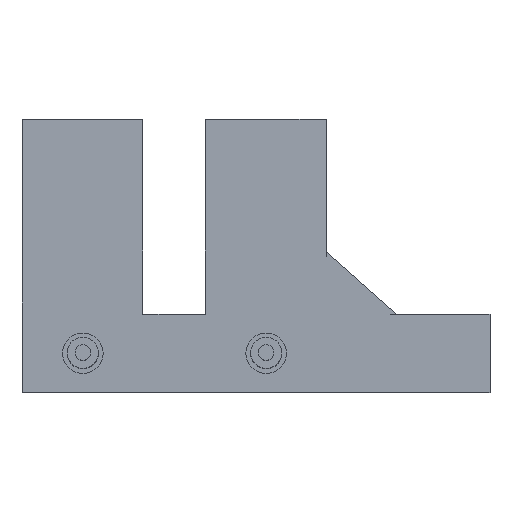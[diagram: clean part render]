
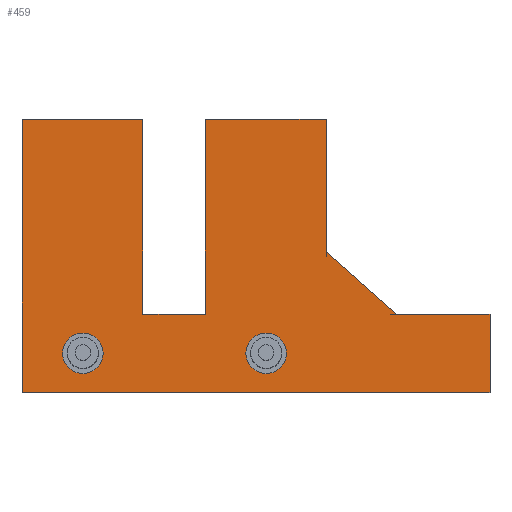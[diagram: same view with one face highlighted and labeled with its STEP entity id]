
A CAD part, top view. The second image highlights one B-rep face of the part: STEP entity #459.
In plain terms, the highlighted planar face has unit normal (0, 0, 1).
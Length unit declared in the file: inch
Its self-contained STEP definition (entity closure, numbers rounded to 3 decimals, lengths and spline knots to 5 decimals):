
#22 = CARTESIAN_POINT ( 'NONE',  ( -0.3, 0.35, 0.125 ) ) ;
#60 = EDGE_CURVE ( 'NONE', #1669, #288, #1448, .T. ) ;
#69 = DIRECTION ( 'NONE',  ( 0., 0., -1. ) ) ;
#100 = ORIENTED_EDGE ( 'NONE', *, *, #1757, .T. ) ;
#101 = DIRECTION ( 'NONE',  ( -1., 0., 0. ) ) ;
#113 = DIRECTION ( 'NONE',  ( -1., 0., 0. ) ) ;
#135 = CARTESIAN_POINT ( 'NONE',  ( 0.3, 0., 0.125 ) ) ;
#143 = EDGE_CURVE ( 'NONE', #1117, #256, #1966, .T. ) ;
#156 = DIRECTION ( 'NONE',  ( 0., 0., -1. ) ) ;
#171 = EDGE_LOOP ( 'NONE', ( #857, #1483 ) ) ;
#206 = EDGE_CURVE ( 'NONE', #876, #1432, #524, .T. ) ;
#210 = DIRECTION ( 'NONE',  ( 0., -1., 0. ) ) ;
#229 = LINE ( 'NONE', #22, #1318 ) ;
#249 = AXIS2_PLACEMENT_3D ( 'NONE', #1714, #1508, #1311 ) ;
#256 = VERTEX_POINT ( 'NONE', #135 ) ;
#258 = VECTOR ( 'NONE', #320, 39.37008 ) ;
#276 = ORIENTED_EDGE ( 'NONE', *, *, #1377, .T. ) ;
#288 = VERTEX_POINT ( 'NONE', #712 ) ;
#301 = AXIS2_PLACEMENT_3D ( 'NONE', #1782, #1576, #1370 ) ;
#308 = CARTESIAN_POINT ( 'NONE',  ( -0.065, 0.35, 0.125 ) ) ;
#315 = VECTOR ( 'NONE', #210, 39.37008 ) ;
#320 = DIRECTION ( 'NONE',  ( -0.748, 0.664, 0. ) ) ;
#327 = DIRECTION ( 'NONE',  ( 0., 0., -1. ) ) ;
#328 = CARTESIAN_POINT ( 'NONE',  ( 0.09, 0.35, 0.125 ) ) ;
#349 = VERTEX_POINT ( 'NONE', #927 ) ;
#369 = CARTESIAN_POINT ( 'NONE',  ( -0.3, 0.1, 0.125 ) ) ;
#383 = VECTOR ( 'NONE', #802, 39.37008 ) ;
#416 = CARTESIAN_POINT ( 'NONE',  ( -0.3, 0.1, 0.125 ) ) ;
#442 = EDGE_CURVE ( 'NONE', #466, #611, #830, .T. ) ;
#454 = VERTEX_POINT ( 'NONE', #1196 ) ;
#457 = VECTOR ( 'NONE', #1103, 39.37008 ) ;
#459 = ADVANCED_FACE ( 'NONE', ( #1033, #1080, #664 ), #577, .F. ) ;
#466 = VERTEX_POINT ( 'NONE', #938 ) ;
#468 = EDGE_CURVE ( 'NONE', #1267, #645, #729, .T. ) ;
#475 = CARTESIAN_POINT ( 'NONE',  ( -0.222, 0.05, 0.125 ) ) ;
#478 = LINE ( 'NONE', #1658, #1783 ) ;
#524 = CIRCLE ( 'NONE', #301, 0.026 ) ;
#526 = CARTESIAN_POINT ( 'NONE',  ( 0.09, 0.18, 0.125 ) ) ;
#535 = CARTESIAN_POINT ( 'NONE',  ( -0.222, 0.05, 0.125 ) ) ;
#555 = CARTESIAN_POINT ( 'NONE',  ( 0.09, 0.18, 0.125 ) ) ;
#577 = PLANE ( 'NONE',  #1287 ) ;
#590 = DIRECTION ( 'NONE',  ( 0., 1., 0. ) ) ;
#598 = EDGE_CURVE ( 'NONE', #1432, #876, #1149, .T. ) ;
#599 = ORIENTED_EDGE ( 'NONE', *, *, #962, .T. ) ;
#605 = CARTESIAN_POINT ( 'NONE',  ( 0.3, 0.1, 0.125 ) ) ;
#611 = VERTEX_POINT ( 'NONE', #1464 ) ;
#628 = EDGE_CURVE ( 'NONE', #912, #1173, #1214, .T. ) ;
#645 = VERTEX_POINT ( 'NONE', #555 ) ;
#664 = FACE_BOUND ( 'NONE', #171, .T. ) ;
#699 = AXIS2_PLACEMENT_3D ( 'NONE', #535, #327, #113 ) ;
#712 = CARTESIAN_POINT ( 'NONE',  ( -0.196, 0.05, 0.125 ) ) ;
#720 = LINE ( 'NONE', #308, #1978 ) ;
#729 = LINE ( 'NONE', #526, #258 ) ;
#753 = ORIENTED_EDGE ( 'NONE', *, *, #468, .T. ) ;
#770 = ORIENTED_EDGE ( 'NONE', *, *, #143, .F. ) ;
#773 = EDGE_CURVE ( 'NONE', #953, #454, #720, .T. ) ;
#797 = CARTESIAN_POINT ( 'NONE',  ( 0.09, 0.35, 0.125 ) ) ;
#802 = DIRECTION ( 'NONE',  ( 1., 0., 0. ) ) ;
#824 = VECTOR ( 'NONE', #1054, 39.37008 ) ;
#830 = LINE ( 'NONE', #416, #315 ) ;
#857 = ORIENTED_EDGE ( 'NONE', *, *, #206, .T. ) ;
#876 = VERTEX_POINT ( 'NONE', #1700 ) ;
#886 = AXIS2_PLACEMENT_3D ( 'NONE', #475, #69, #1855 ) ;
#912 = VERTEX_POINT ( 'NONE', #1852 ) ;
#927 = CARTESIAN_POINT ( 'NONE',  ( -0.145, 0.35, 0.125 ) ) ;
#934 = CARTESIAN_POINT ( 'NONE',  ( 0.18007, 0.1, 0.125 ) ) ;
#938 = CARTESIAN_POINT ( 'NONE',  ( -0.3, 0.35, 0.125 ) ) ;
#953 = VERTEX_POINT ( 'NONE', #328 ) ;
#962 = EDGE_CURVE ( 'NONE', #611, #256, #1505, .T. ) ;
#979 = EDGE_CURVE ( 'NONE', #454, #1173, #1462, .T. ) ;
#986 = CARTESIAN_POINT ( 'NONE',  ( -0.248, 0.05, 0.125 ) ) ;
#1010 = LINE ( 'NONE', #797, #1471 ) ;
#1014 = ORIENTED_EDGE ( 'NONE', *, *, #979, .T. ) ;
#1016 = CARTESIAN_POINT ( 'NONE',  ( -0.3, 0.1, 0.125 ) ) ;
#1033 = FACE_BOUND ( 'NONE', #1996, .T. ) ;
#1054 = DIRECTION ( 'NONE',  ( 0., -1., 0. ) ) ;
#1060 = ORIENTED_EDGE ( 'NONE', *, *, #1419, .T. ) ;
#1080 = FACE_OUTER_BOUND ( 'NONE', #1604, .T. ) ;
#1103 = DIRECTION ( 'NONE',  ( 1., 0., 0. ) ) ;
#1117 = VERTEX_POINT ( 'NONE', #605 ) ;
#1149 = CIRCLE ( 'NONE', #249, 0.026 ) ;
#1162 = VECTOR ( 'NONE', #1560, 39.37008 ) ;
#1167 = CARTESIAN_POINT ( 'NONE',  ( -0.013, 0.05, 0.125 ) ) ;
#1173 = VERTEX_POINT ( 'NONE', #1892 ) ;
#1196 = CARTESIAN_POINT ( 'NONE',  ( -0.065, 0.35, 0.125 ) ) ;
#1214 = LINE ( 'NONE', #1016, #383 ) ;
#1258 = CARTESIAN_POINT ( 'NONE',  ( -0.065, 0.1, 0.125 ) ) ;
#1267 = VERTEX_POINT ( 'NONE', #934 ) ;
#1287 = AXIS2_PLACEMENT_3D ( 'NONE', #369, #156, #1956 ) ;
#1309 = CARTESIAN_POINT ( 'NONE',  ( -0.3, 0., 0.125 ) ) ;
#1311 = DIRECTION ( 'NONE',  ( -1., 0., 0. ) ) ;
#1318 = VECTOR ( 'NONE', #1815, 39.37008 ) ;
#1340 = ORIENTED_EDGE ( 'NONE', *, *, #628, .F. ) ;
#1370 = DIRECTION ( 'NONE',  ( -1., 0., 0. ) ) ;
#1377 = EDGE_CURVE ( 'NONE', #288, #1669, #1918, .T. ) ;
#1408 = EDGE_CURVE ( 'NONE', #349, #466, #229, .T. ) ;
#1419 = EDGE_CURVE ( 'NONE', #645, #953, #1010, .T. ) ;
#1432 = VERTEX_POINT ( 'NONE', #1167 ) ;
#1448 = CIRCLE ( 'NONE', #886, 0.026 ) ;
#1459 = DIRECTION ( 'NONE',  ( 1., 0., 0. ) ) ;
#1462 = LINE ( 'NONE', #1258, #824 ) ;
#1464 = CARTESIAN_POINT ( 'NONE',  ( -0.3, 0., 0.125 ) ) ;
#1471 = VECTOR ( 'NONE', #590, 39.37008 ) ;
#1483 = ORIENTED_EDGE ( 'NONE', *, *, #598, .T. ) ;
#1502 = DIRECTION ( 'NONE',  ( 0., 1., 0. ) ) ;
#1505 = LINE ( 'NONE', #1309, #457 ) ;
#1508 = DIRECTION ( 'NONE',  ( 0., 0., -1. ) ) ;
#1550 = ORIENTED_EDGE ( 'NONE', *, *, #60, .T. ) ;
#1560 = DIRECTION ( 'NONE',  ( 0., -1., 0. ) ) ;
#1575 = VECTOR ( 'NONE', #1502, 39.37008 ) ;
#1576 = DIRECTION ( 'NONE',  ( 0., 0., -1. ) ) ;
#1604 = EDGE_LOOP ( 'NONE', ( #1888, #753, #1060, #1834, #1014, #1340, #100, #1856, #1880, #599, #770 ) ) ;
#1658 = CARTESIAN_POINT ( 'NONE',  ( -0.3, 0.1, 0.125 ) ) ;
#1669 = VERTEX_POINT ( 'NONE', #986 ) ;
#1700 = CARTESIAN_POINT ( 'NONE',  ( 0.039, 0.05, 0.125 ) ) ;
#1706 = CARTESIAN_POINT ( 'NONE',  ( -0.145, 0.1, 0.125 ) ) ;
#1714 = CARTESIAN_POINT ( 'NONE',  ( 0.013, 0.05, 0.125 ) ) ;
#1757 = EDGE_CURVE ( 'NONE', #912, #349, #1913, .T. ) ;
#1768 = CARTESIAN_POINT ( 'NONE',  ( 0.3, 0.1, 0.125 ) ) ;
#1782 = CARTESIAN_POINT ( 'NONE',  ( 0.013, 0.05, 0.125 ) ) ;
#1783 = VECTOR ( 'NONE', #1459, 39.37008 ) ;
#1815 = DIRECTION ( 'NONE',  ( -1., 0., 0. ) ) ;
#1834 = ORIENTED_EDGE ( 'NONE', *, *, #773, .T. ) ;
#1836 = EDGE_CURVE ( 'NONE', #1267, #1117, #478, .T. ) ;
#1852 = CARTESIAN_POINT ( 'NONE',  ( -0.145, 0.1, 0.125 ) ) ;
#1855 = DIRECTION ( 'NONE',  ( -1., 0., 0. ) ) ;
#1856 = ORIENTED_EDGE ( 'NONE', *, *, #1408, .T. ) ;
#1880 = ORIENTED_EDGE ( 'NONE', *, *, #442, .T. ) ;
#1888 = ORIENTED_EDGE ( 'NONE', *, *, #1836, .F. ) ;
#1892 = CARTESIAN_POINT ( 'NONE',  ( -0.065, 0.1, 0.125 ) ) ;
#1913 = LINE ( 'NONE', #1706, #1575 ) ;
#1918 = CIRCLE ( 'NONE', #699, 0.026 ) ;
#1956 = DIRECTION ( 'NONE',  ( -1., 0., 0. ) ) ;
#1966 = LINE ( 'NONE', #1768, #1162 ) ;
#1978 = VECTOR ( 'NONE', #101, 39.37008 ) ;
#1996 = EDGE_LOOP ( 'NONE', ( #276, #1550 ) ) ;
